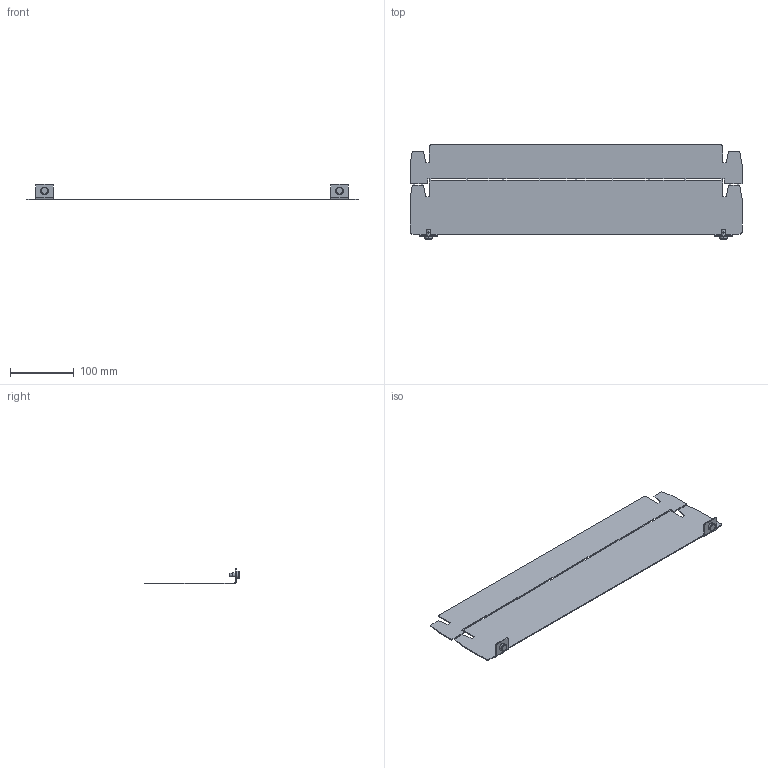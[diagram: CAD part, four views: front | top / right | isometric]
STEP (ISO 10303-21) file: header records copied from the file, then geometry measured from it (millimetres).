
FILE_DESCRIPTION(/* description */ (''),/* implementation_level */ '2;1');
FILE_NAME(/* name */ '8PQ5000-4BA68_v.stp',/* time_stamp */ '2018-11-14T10:42:37+01:00',/* author */ (''),/* organization */ (''),/* preprocessor_version */ 'ST-DEVELOPER v16.7',/* originating_system */ 'SIEMENS PLM Software NX 12.0',/* authorisation */ '');
FILE_SCHEMA (('AUTOMOTIVE_DESIGN { 1 0 10303 214 3 1 1 1 }'));
Length unit declared in the file: millimetre
Products named in the file (1): 8PQ5000-4BA68_step
Bounding box: 520 x 148.25 x 25 mm (x, y, z)
Volume: 108781.4 mm3; surface area: 147847 mm2
Topology: 1 solids, 1 shells, 152 faces, 416 edges, 264 vertices
Faces by surface type: plane 120, cylinder 24, cone 4, bspline 4
Entity records: 4868 total; most frequent: CARTESIAN_POINT 893, ORIENTED_EDGE 832, DIRECTION 790, EDGE_CURVE 416, LINE 340, VECTOR 340, VERTEX_POINT 264, AXIS2_PLACEMENT_3D 225
